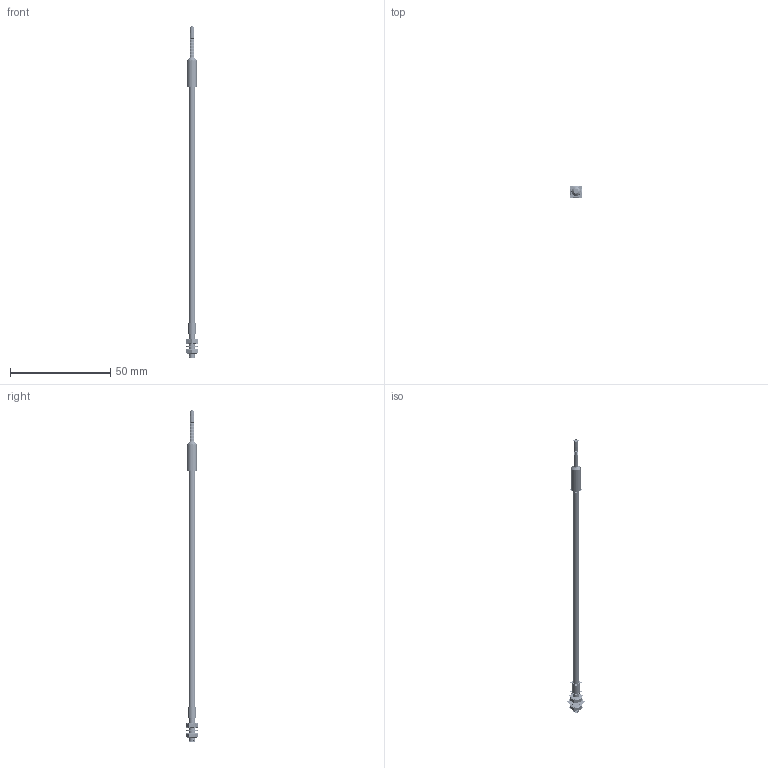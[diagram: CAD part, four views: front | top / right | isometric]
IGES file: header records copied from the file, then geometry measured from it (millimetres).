
Start section:  PTC IGES file: 193416.igs
Global section: file name: 193416.igs; native system: Creo Parametric by Parametric Technology Corporation; preprocessor: 2013230; author: pdmadmin; organization: Unknown; date: 20160217.093532; units: millimetre
Bounding box: 6.35 x 6.41 x 165.77 mm (x, y, z)
Volume: 722.6 mm3; surface area: 28291.9 mm2
Topology: 9 solids, 12 shells, 1272 faces, 6308 edges, 8092 vertices
Faces by surface type: revolution 1020, bspline 252
